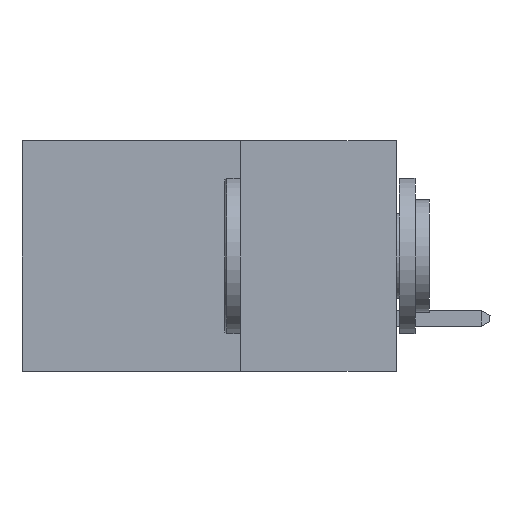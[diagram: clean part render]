
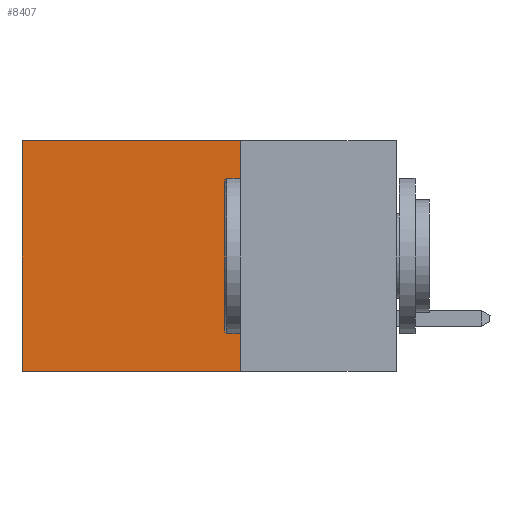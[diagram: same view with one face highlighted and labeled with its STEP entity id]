
A CAD part, left-side view. The second image highlights one B-rep face of the part: STEP entity #8407.
In plain terms, the highlighted planar face has unit normal (-1, 0, 0).
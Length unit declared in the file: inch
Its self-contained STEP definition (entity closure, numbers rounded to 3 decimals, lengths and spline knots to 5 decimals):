
#503 = CARTESIAN_POINT ( 'NONE',  ( 0.2615, 0.25, -0.37 ) ) ;
#1355 = DIRECTION ( 'NONE',  ( 0., 0., -1. ) ) ;
#1565 = CARTESIAN_POINT ( 'NONE',  ( 0.2615, 0.25, 0. ) ) ;
#1612 = CARTESIAN_POINT ( 'NONE',  ( 0.2615, 0.25, -0.37 ) ) ;
#1999 = VERTEX_POINT ( 'NONE', #17180 ) ;
#2404 = FACE_OUTER_BOUND ( 'NONE', #15826, .T. ) ;
#2923 = LINE ( 'NONE', #1612, #14315 ) ;
#3240 = CARTESIAN_POINT ( 'NONE',  ( 0.2615, 0.6, -0.37 ) ) ;
#3586 = CARTESIAN_POINT ( 'NONE',  ( 0.2615, 0.25, -0.37 ) ) ;
#3936 = EDGE_CURVE ( 'NONE', #16199, #10022, #12876, .T. ) ;
#5009 = ORIENTED_EDGE ( 'NONE', *, *, #3936, .F. ) ;
#5948 = LINE ( 'NONE', #3240, #6599 ) ;
#6083 = ORIENTED_EDGE ( 'NONE', *, *, #15292, .F. ) ;
#6103 = DIRECTION ( 'NONE',  ( 0., 1., 0. ) ) ;
#6422 = AXIS2_PLACEMENT_3D ( 'NONE', #13365, #7726, #1355 ) ;
#6599 = VECTOR ( 'NONE', #11084, 39.37008 ) ;
#7354 = ORIENTED_EDGE ( 'NONE', *, *, #9663, .T. ) ;
#7726 = DIRECTION ( 'NONE',  ( 1., 0., 0. ) ) ;
#8407 = ADVANCED_FACE ( 'NONE', ( #2404 ), #14585, .F. ) ;
#9663 = EDGE_CURVE ( 'NONE', #14734, #1999, #16350, .T. ) ;
#9756 = VECTOR ( 'NONE', #16436, 39.37008 ) ;
#10022 = VERTEX_POINT ( 'NONE', #16245 ) ;
#10821 = ORIENTED_EDGE ( 'NONE', *, *, #16983, .T. ) ;
#11084 = DIRECTION ( 'NONE',  ( 0., 0., -1. ) ) ;
#12876 = LINE ( 'NONE', #3586, #15228 ) ;
#12969 = CARTESIAN_POINT ( 'NONE',  ( 0.2615, 0.25, 0. ) ) ;
#13365 = CARTESIAN_POINT ( 'NONE',  ( 0.2615, 0.25, -0.37 ) ) ;
#14315 = VECTOR ( 'NONE', #16308, 39.37008 ) ;
#14585 = PLANE ( 'NONE',  #6422 ) ;
#14734 = VERTEX_POINT ( 'NONE', #12969 ) ;
#15228 = VECTOR ( 'NONE', #6103, 39.37008 ) ;
#15292 = EDGE_CURVE ( 'NONE', #14734, #16199, #2923, .T. ) ;
#15826 = EDGE_LOOP ( 'NONE', ( #10821, #5009, #6083, #7354 ) ) ;
#16199 = VERTEX_POINT ( 'NONE', #503 ) ;
#16245 = CARTESIAN_POINT ( 'NONE',  ( 0.2615, 0.6, -0.37 ) ) ;
#16308 = DIRECTION ( 'NONE',  ( 0., 0., -1. ) ) ;
#16350 = LINE ( 'NONE', #1565, #9756 ) ;
#16436 = DIRECTION ( 'NONE',  ( 0., 1., 0. ) ) ;
#16983 = EDGE_CURVE ( 'NONE', #1999, #10022, #5948, .T. ) ;
#17180 = CARTESIAN_POINT ( 'NONE',  ( 0.2615, 0.6, 0. ) ) ;
